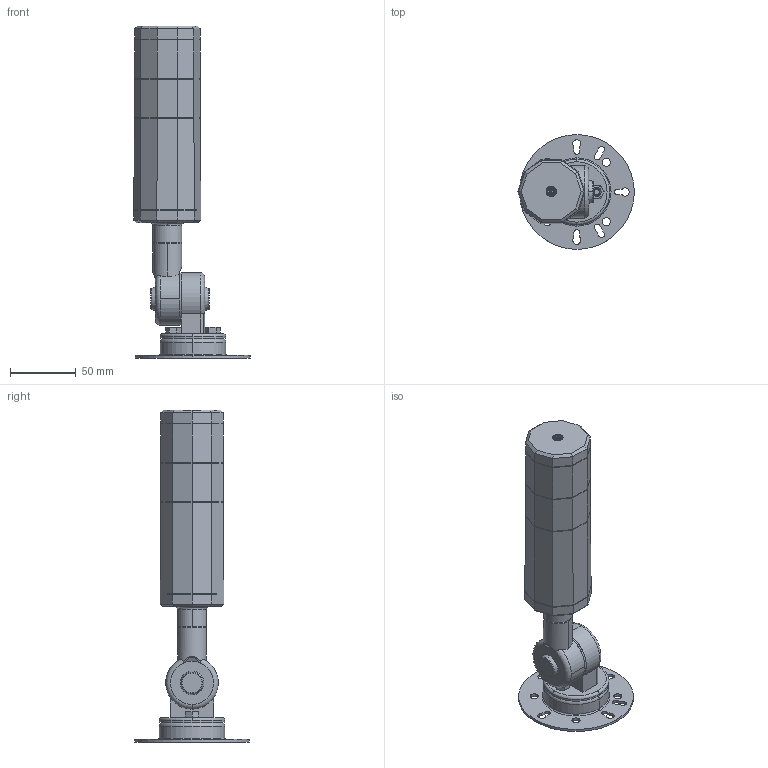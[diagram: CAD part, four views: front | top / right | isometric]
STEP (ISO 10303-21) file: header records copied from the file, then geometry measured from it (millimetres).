
FILE_DESCRIPTION (( 'STEP AP203' ), '1' );
FILE_NAME ('NLA50DC-2B3D SERIES.STEP', '2026-03-09T03:02:31', ( '' ), ( '' ), 'SwSTEP 2.0', 'SolidWorks 2021', '' );
FILE_SCHEMA (( 'CONFIG_CONTROL_DESIGN' ));
Length unit declared in the file: millimetre
Products named in the file (1): NLA50DC-2B3D SERIES
Bounding box: 88.86 x 87.5 x 253 mm (x, y, z)
Volume: 364850.3 mm3; surface area: 80326.2 mm2
Topology: 23 solids, 23 shells, 507 faces, 1252 edges, 804 vertices
Faces by surface type: plane 258, cylinder 112, bspline 77, cone 30, torus 24, sphere 6
Entity records: 16125 total; most frequent: CARTESIAN_POINT 4198, ORIENTED_EDGE 2504, DIRECTION 2374, EDGE_CURVE 1252, AXIS2_PLACEMENT_3D 821, VERTEX_POINT 804, VECTOR 732, LINE 732
